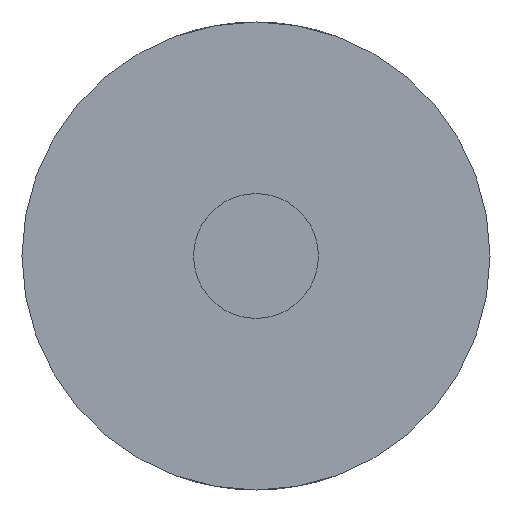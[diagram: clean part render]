
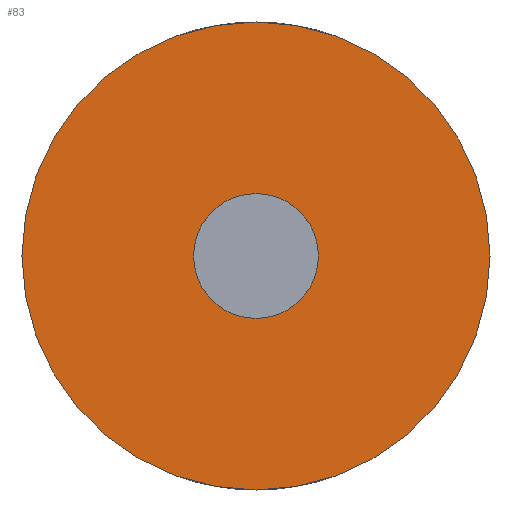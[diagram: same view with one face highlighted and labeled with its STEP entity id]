
A CAD part, front view. The second image highlights one B-rep face of the part: STEP entity #83.
In plain terms, the highlighted planar face has unit normal (0, -1, 0).
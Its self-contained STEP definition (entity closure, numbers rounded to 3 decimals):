
#6 = DIRECTION ( 'NONE',  ( 0., 0., -1. ) ) ;
#13 = DIRECTION ( 'NONE',  ( 0., 0., -1. ) ) ;
#14 = FACE_OUTER_BOUND ( 'NONE', #74, .T. ) ;
#21 = EDGE_CURVE ( 'NONE', #144, #220, #90, .T. ) ;
#24 = ORIENTED_EDGE ( 'NONE', *, *, #273, .F. ) ;
#30 = CARTESIAN_POINT ( 'NONE',  ( 0., -1., 0. ) ) ;
#42 = DIRECTION ( 'NONE',  ( 0., 0., -1. ) ) ;
#51 = VERTEX_POINT ( 'NONE', #93 ) ;
#74 = EDGE_LOOP ( 'NONE', ( #242, #76 ) ) ;
#76 = ORIENTED_EDGE ( 'NONE', *, *, #186, .T. ) ;
#77 = ORIENTED_EDGE ( 'NONE', *, *, #21, .F. ) ;
#79 = AXIS2_PLACEMENT_3D ( 'NONE', #112, #111, #42 ) ;
#83 = ADVANCED_FACE ( 'NONE', ( #14, #160 ), #110, .T. ) ;
#89 = DIRECTION ( 'NONE',  ( 0., -1., 0. ) ) ;
#90 = CIRCLE ( 'NONE', #290, 4. ) ;
#93 = CARTESIAN_POINT ( 'NONE',  ( 0., -1., -15. ) ) ;
#101 = DIRECTION ( 'NONE',  ( 0., 0., -1. ) ) ;
#110 = PLANE ( 'NONE',  #79 ) ;
#111 = DIRECTION ( 'NONE',  ( 0., -1., 0. ) ) ;
#112 = CARTESIAN_POINT ( 'NONE',  ( 0., -1., 0. ) ) ;
#126 = AXIS2_PLACEMENT_3D ( 'NONE', #169, #195, #6 ) ;
#131 = AXIS2_PLACEMENT_3D ( 'NONE', #206, #89, #184 ) ;
#144 = VERTEX_POINT ( 'NONE', #161 ) ;
#156 = CIRCLE ( 'NONE', #126, 4. ) ;
#160 = FACE_BOUND ( 'NONE', #262, .T. ) ;
#161 = CARTESIAN_POINT ( 'NONE',  ( 0., -1., 4. ) ) ;
#163 = CIRCLE ( 'NONE', #205, 15. ) ;
#169 = CARTESIAN_POINT ( 'NONE',  ( 0., -1., 0. ) ) ;
#184 = DIRECTION ( 'NONE',  ( 0., 0., -1. ) ) ;
#186 = EDGE_CURVE ( 'NONE', #241, #51, #217, .T. ) ;
#193 = CARTESIAN_POINT ( 'NONE',  ( 0., -1., -4. ) ) ;
#195 = DIRECTION ( 'NONE',  ( 0., -1., 0. ) ) ;
#205 = AXIS2_PLACEMENT_3D ( 'NONE', #236, #287, #101 ) ;
#206 = CARTESIAN_POINT ( 'NONE',  ( 0., -1., 0. ) ) ;
#212 = CARTESIAN_POINT ( 'NONE',  ( 0., -1., 15. ) ) ;
#217 = CIRCLE ( 'NONE', #131, 15. ) ;
#220 = VERTEX_POINT ( 'NONE', #193 ) ;
#236 = CARTESIAN_POINT ( 'NONE',  ( 0., -1., 0. ) ) ;
#241 = VERTEX_POINT ( 'NONE', #212 ) ;
#242 = ORIENTED_EDGE ( 'NONE', *, *, #294, .T. ) ;
#262 = EDGE_LOOP ( 'NONE', ( #24, #77 ) ) ;
#272 = DIRECTION ( 'NONE',  ( 0., -1., 0. ) ) ;
#273 = EDGE_CURVE ( 'NONE', #220, #144, #156, .T. ) ;
#287 = DIRECTION ( 'NONE',  ( 0., -1., 0. ) ) ;
#290 = AXIS2_PLACEMENT_3D ( 'NONE', #30, #272, #13 ) ;
#294 = EDGE_CURVE ( 'NONE', #51, #241, #163, .T. ) ;
